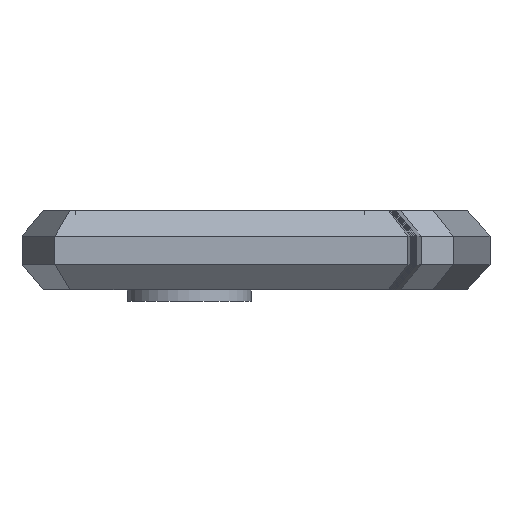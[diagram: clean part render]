
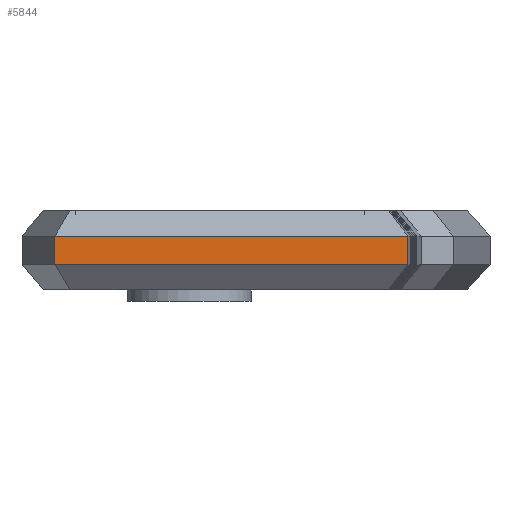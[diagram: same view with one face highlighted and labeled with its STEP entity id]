
A CAD part, left-side view. The second image highlights one B-rep face of the part: STEP entity #5844.
In plain terms, the highlighted planar face has unit normal (-1, 0, 0).
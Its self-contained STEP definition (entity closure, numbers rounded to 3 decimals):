
#339=PLANE('',#6233);
#624=FACE_OUTER_BOUND('',#963,.T.);
#963=EDGE_LOOP('',(#4814,#4815,#4816,#4817));
#1498=LINE('',#8822,#2231);
#1543=LINE('',#8928,#2276);
#1546=LINE('',#8934,#2279);
#1547=LINE('',#8935,#2280);
#2231=VECTOR('',#7106,1.);
#2276=VECTOR('',#7193,1.);
#2279=VECTOR('',#7198,1.);
#2280=VECTOR('',#7199,1.);
#2879=VERTEX_POINT('',#8761);
#2903=VERTEX_POINT('',#8821);
#2939=VERTEX_POINT('',#8927);
#2941=VERTEX_POINT('',#8933);
#3570=EDGE_CURVE('',#2879,#2903,#1498,.T.);
#3622=EDGE_CURVE('',#2939,#2879,#1543,.T.);
#3625=EDGE_CURVE('',#2941,#2903,#1546,.T.);
#3626=EDGE_CURVE('',#2939,#2941,#1547,.T.);
#4814=ORIENTED_EDGE('',*,*,#3625,.T.);
#4815=ORIENTED_EDGE('',*,*,#3570,.F.);
#4816=ORIENTED_EDGE('',*,*,#3622,.F.);
#4817=ORIENTED_EDGE('',*,*,#3626,.T.);
#5844=ADVANCED_FACE('',(#624),#339,.T.);
#6233=AXIS2_PLACEMENT_3D('',#8932,#7196,#7197);
#7106=DIRECTION('',(0.,0.,-1.));
#7193=DIRECTION('',(0.,-1.,0.));
#7196=DIRECTION('center_axis',(-1.,0.,0.));
#7197=DIRECTION('ref_axis',(0.,0.,-1.));
#7198=DIRECTION('',(0.,-1.,0.));
#7199=DIRECTION('',(0.,0.,-1.));
#8761=CARTESIAN_POINT('',(-170.822,-92.972,14.279));
#8821=CARTESIAN_POINT('',(-170.822,-92.972,6.721));
#8822=CARTESIAN_POINT('',(-170.822,-92.972,14.279));
#8927=CARTESIAN_POINT('',(-170.822,0.535,14.279));
#8928=CARTESIAN_POINT('',(-170.822,0.,14.279));
#8932=CARTESIAN_POINT('Origin',(-170.822,0.,14.279));
#8933=CARTESIAN_POINT('',(-170.822,0.535,6.721));
#8934=CARTESIAN_POINT('',(-170.822,0.,6.721));
#8935=CARTESIAN_POINT('',(-170.822,0.535,14.279));
